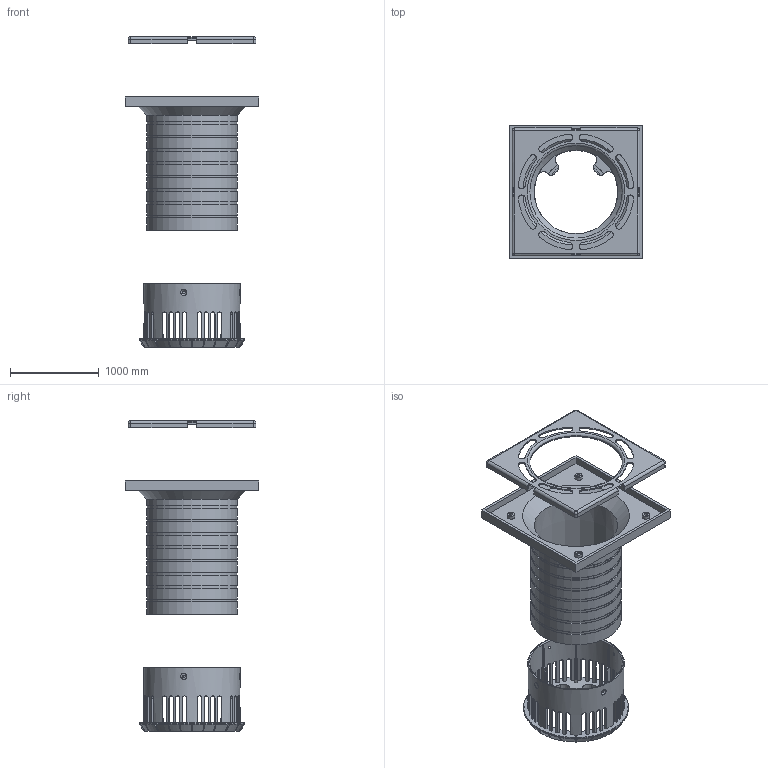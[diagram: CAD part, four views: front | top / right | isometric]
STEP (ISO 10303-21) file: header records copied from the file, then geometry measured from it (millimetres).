
FILE_DESCRIPTION(/* description */ (''),/* implementation_level */ '2;1');
FILE_NAME(/* name */ '20423.070X_3D.stp',/* time_stamp */ '2024-12-12T07:56:36+01:00',/* author */ ('CAD'),/* organization */ (''),/* preprocessor_version */ 'ST-DEVELOPER v20',/* originating_system */ 'AutoCAD Mechanical',/* authorisation */ '');
FILE_SCHEMA (('AUTOMOTIVE_DESIGN { 1 0 10303 214 3 1 1 }'));
Length unit declared in the file: centimetre
Products named in the file (2): Product; *S0
Assembly tree (1 placements, depth 2):
  Product
    *S0
Bounding box: 1500 x 1500 x 3500 mm (x, y, z)
Volume: 268873366.3 mm3; surface area: 21007659.2 mm2
Topology: 3 solids, 3 shells, 753 faces, 2109 edges, 1360 vertices
Faces by surface type: plane 324, cylinder 251, bspline 64, cone 47, sphere 40, torus 27
Full cylindrical faces by diameter (mm): 35 x4, 80 x4, 1010 x8, 1020 x9, 1040 x1, 1045 x1, 1070 x1, 1085 x1
Entity records: 29189 total; most frequent: CARTESIAN_POINT 9947, ORIENTED_EDGE 4214, DIRECTION 3788, EDGE_CURVE 2107, AXIS2_PLACEMENT_3D 1367, VERTEX_POINT 1356, LINE 1054, VECTOR 1054
